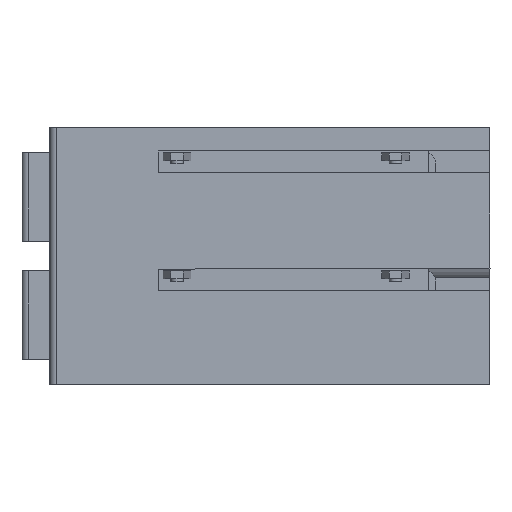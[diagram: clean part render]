
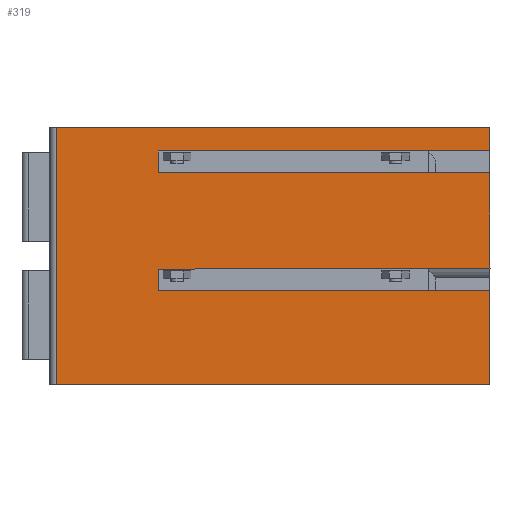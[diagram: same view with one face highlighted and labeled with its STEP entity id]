
A CAD part, front view. The second image highlights one B-rep face of the part: STEP entity #319.
In plain terms, the highlighted planar face has unit normal (0, -1, 0).
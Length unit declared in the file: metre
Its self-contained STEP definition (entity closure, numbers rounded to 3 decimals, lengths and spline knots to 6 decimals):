
#319=ADVANCED_FACE('',(#894),#895,.F.);
#894=FACE_OUTER_BOUND('',#1751,.T.);
#895=PLANE('',#1752);
#1751=EDGE_LOOP('',(#2663,#2664,#2665,#2666,#2667,#2668,#2669,#2670,#2671,#2672,#2673,#2674,#2675,#2676));
#1752=AXIS2_PLACEMENT_3D('',#2677,#2678,#2679);
#2663=ORIENTED_EDGE('',*,*,#5161,.F.);
#2664=ORIENTED_EDGE('',*,*,#5162,.T.);
#2665=ORIENTED_EDGE('',*,*,#5163,.T.);
#2666=ORIENTED_EDGE('',*,*,#5164,.F.);
#2667=ORIENTED_EDGE('',*,*,#5165,.T.);
#2668=ORIENTED_EDGE('',*,*,#5166,.F.);
#2669=ORIENTED_EDGE('',*,*,#5167,.T.);
#2670=ORIENTED_EDGE('',*,*,#5156,.T.);
#2671=ORIENTED_EDGE('',*,*,#5168,.F.);
#2672=ORIENTED_EDGE('',*,*,#5149,.F.);
#2673=ORIENTED_EDGE('',*,*,#5169,.T.);
#2674=ORIENTED_EDGE('',*,*,#5170,.T.);
#2675=ORIENTED_EDGE('',*,*,#5171,.F.);
#2676=ORIENTED_EDGE('',*,*,#5172,.T.);
#2677=CARTESIAN_POINT('',(-0.08056,-0.593968,-0.008728));
#2678=DIRECTION('',(0.,1.0,0.));
#2679=DIRECTION('',(0.0,0.,1.0));
#5149=EDGE_CURVE('',#6175,#6176,#6177,.T.);
#5156=EDGE_CURVE('',#6188,#6189,#6190,.T.);
#5161=EDGE_CURVE('',#6197,#6198,#6199,.T.);
#5162=EDGE_CURVE('',#6197,#6200,#6201,.T.);
#5163=EDGE_CURVE('',#6200,#6202,#6203,.T.);
#5164=EDGE_CURVE('',#6204,#6202,#6205,.T.);
#5165=EDGE_CURVE('',#6204,#6206,#6207,.T.);
#5166=EDGE_CURVE('',#6208,#6206,#6209,.T.);
#5167=EDGE_CURVE('',#6208,#6188,#6210,.T.);
#5168=EDGE_CURVE('',#6176,#6189,#6211,.T.);
#5169=EDGE_CURVE('',#6175,#6212,#6213,.T.);
#5170=EDGE_CURVE('',#6212,#6214,#6215,.T.);
#5171=EDGE_CURVE('',#6216,#6214,#6217,.T.);
#5172=EDGE_CURVE('',#6216,#6198,#6218,.T.);
#6175=VERTEX_POINT('',#7727);
#6176=VERTEX_POINT('',#7728);
#6177=LINE('',#7729,#7730);
#6188=VERTEX_POINT('',#7746);
#6189=VERTEX_POINT('',#7747);
#6190=LINE('',#7748,#7749);
#6197=VERTEX_POINT('',#7757);
#6198=VERTEX_POINT('',#7758);
#6199=LINE('',#7759,#7760);
#6200=VERTEX_POINT('',#7761);
#6201=LINE('',#7762,#7763);
#6202=VERTEX_POINT('',#7764);
#6203=LINE('',#7765,#7766);
#6204=VERTEX_POINT('',#7767);
#6205=LINE('',#7768,#7769);
#6206=VERTEX_POINT('',#7770);
#6207=LINE('',#7771,#7772);
#6208=VERTEX_POINT('',#7773);
#6209=LINE('',#7774,#7775);
#6210=LINE('',#7776,#7777);
#6211=LINE('',#7778,#7779);
#6212=VERTEX_POINT('',#7780);
#6213=LINE('',#7781,#7782);
#6214=VERTEX_POINT('',#7783);
#6215=LINE('',#7784,#7785);
#6216=VERTEX_POINT('',#7786);
#6217=LINE('',#7787,#7788);
#6218=LINE('',#7789,#7790);
#7727=CARTESIAN_POINT('',(-0.080362,-0.593968,0.045639));
#7728=CARTESIAN_POINT('',(-0.080362,-0.593968,0.042598));
#7729=CARTESIAN_POINT('',(-0.080362,-0.593968,0.044853));
#7730=VECTOR('',#9787,1.0);
#7746=CARTESIAN_POINT('',(-0.09436,-0.593968,0.050918));
#7747=CARTESIAN_POINT('',(-0.09436,-0.593968,0.042598));
#7748=CARTESIAN_POINT('',(-0.09436,-0.593968,-0.008728));
#7749=VECTOR('',#9793,1.0);
#7757=CARTESIAN_POINT('',(-0.080362,-0.593968,0.049449));
#7758=CARTESIAN_POINT('',(-0.080362,-0.593968,0.046353));
#7759=CARTESIAN_POINT('',(-0.080362,-0.593968,0.057413));
#7760=VECTOR('',#9801,1.0);
#7761=CARTESIAN_POINT('',(-0.09106,-0.593968,0.049449));
#7762=CARTESIAN_POINT('',(-0.08056,-0.593968,0.049449));
#7763=VECTOR('',#9802,1.0);
#7764=CARTESIAN_POINT('',(-0.09106,-0.593968,0.050145));
#7765=CARTESIAN_POINT('',(-0.09106,-0.593968,0.049806));
#7766=VECTOR('',#9803,1.0);
#7767=CARTESIAN_POINT('',(-0.083409,-0.593968,0.050163));
#7768=CARTESIAN_POINT('',(-0.09456,-0.593968,0.050138));
#7769=VECTOR('',#9804,1.0);
#7770=CARTESIAN_POINT('',(-0.080362,-0.593968,0.050163));
#7771=CARTESIAN_POINT('',(-0.085736,-0.593968,0.050163));
#7772=VECTOR('',#9805,1.0);
#7773=CARTESIAN_POINT('',(-0.080362,-0.593968,0.050918));
#7774=CARTESIAN_POINT('',(-0.080362,-0.593968,0.050413));
#7775=VECTOR('',#9806,1.0);
#7776=CARTESIAN_POINT('',(-0.080612,-0.593968,0.050918));
#7777=VECTOR('',#9807,1.0);
#7778=CARTESIAN_POINT('',(-0.080612,-0.593968,0.042598));
#7779=VECTOR('',#9808,1.0);
#7780=CARTESIAN_POINT('',(-0.09106,-0.593968,0.045639));
#7781=CARTESIAN_POINT('',(-0.085736,-0.593968,0.045639));
#7782=VECTOR('',#9809,1.0);
#7783=CARTESIAN_POINT('',(-0.09106,-0.593968,0.046335));
#7784=CARTESIAN_POINT('',(-0.09106,-0.593968,0.045996));
#7785=VECTOR('',#9810,1.0);
#7786=CARTESIAN_POINT('',(-0.083409,-0.593968,0.046353));
#7787=CARTESIAN_POINT('',(-0.09456,-0.593968,0.046328));
#7788=VECTOR('',#9811,1.0);
#7789=CARTESIAN_POINT('',(-0.085736,-0.593968,0.046353));
#7790=VECTOR('',#9812,1.0);
#9787=DIRECTION('',(0.,0.,-1.0));
#9793=DIRECTION('',(0.,0.,-1.0));
#9801=DIRECTION('',(0.,0.,-1.0));
#9802=DIRECTION('',(-1.0,0.,0.));
#9803=DIRECTION('',(0.,0.,1.0));
#9804=DIRECTION('',(-1.,0.,-0.002));
#9805=DIRECTION('',(1.0,0.,0.));
#9806=DIRECTION('',(0.,0.,-1.0));
#9807=DIRECTION('',(-1.0,0.,0.));
#9808=DIRECTION('',(-1.0,0.,0.));
#9809=DIRECTION('',(-1.0,0.,0.));
#9810=DIRECTION('',(0.,0.,1.0));
#9811=DIRECTION('',(-1.,0.,-0.002));
#9812=DIRECTION('',(1.0,0.,0.));
